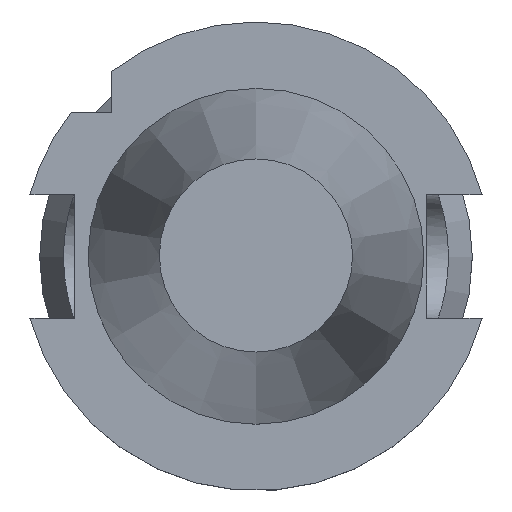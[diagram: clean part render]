
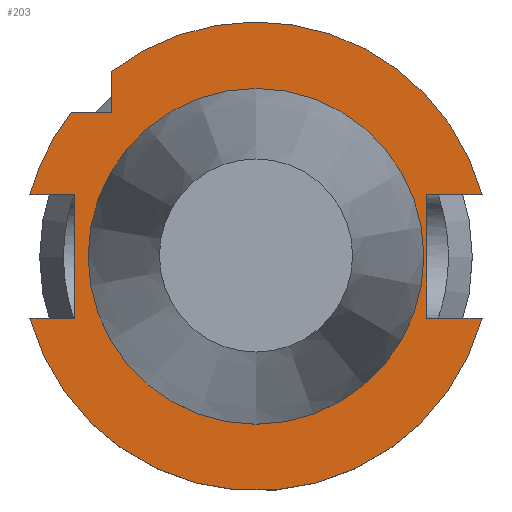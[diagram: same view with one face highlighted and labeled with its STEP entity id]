
A CAD part, top view. The second image highlights one B-rep face of the part: STEP entity #203.
In plain terms, the highlighted planar face has unit normal (0, 0, 1).
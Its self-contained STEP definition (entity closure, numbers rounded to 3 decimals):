
#180=EDGE_CURVE('240[2]',#554,#555,#556,.T.);
#203=ADVANCED_FACE('240[2]',(#591,#592),#593,.T.);
#357=EDGE_CURVE('240[2]',#820,#753,#821,.T.);
#369=EDGE_CURVE('240[2]',#837,#837,#838,.T.);
#373=EDGE_CURVE('240[2]',#554,#842,#843,.T.);
#379=EDGE_CURVE('240[2]',#850,#555,#851,.T.);
#383=EDGE_CURVE('240[2]',#855,#850,#856,.T.);
#393=EDGE_CURVE('240[2]',#868,#817,#869,.T.);
#408=EDGE_CURVE('240[2]',#842,#662,#888,.T.);
#457=EDGE_CURVE('240[2]',#820,#662,#949,.T.);
#478=EDGE_CURVE('240[2]',#978,#855,#979,.T.);
#486=EDGE_CURVE('240[2]',#978,#817,#987,.T.);
#532=EDGE_CURVE('240[2]',#753,#868,#1038,.T.);
#554=VERTEX_POINT('',#1051);
#555=VERTEX_POINT('',#1052);
#556=CIRCLE('',#1053,48.75);
#591=FACE_OUTER_BOUND('',#1164,.T.);
#592=FACE_BOUND('',#1165,.T.);
#593=PLANE('',#1166);
#662=VERTEX_POINT('',#1288);
#753=VERTEX_POINT('',#1462);
#817=VERTEX_POINT('',#1565);
#820=VERTEX_POINT('',#1570);
#821=LINE('',#1571,#1572);
#837=VERTEX_POINT('',#1595);
#838=CIRCLE('',#1596,34.925);
#842=VERTEX_POINT('',#1602);
#843=LINE('',#1603,#1604);
#850=VERTEX_POINT('',#1624);
#851=LINE('',#1625,#1626);
#855=VERTEX_POINT('',#1641);
#856=LINE('',#1642,#1643);
#868=VERTEX_POINT('',#1736);
#869=LINE('',#1737,#1738);
#888=LINE('',#1773,#1774);
#949=CIRCLE('',#1870,48.75);
#978=VERTEX_POINT('',#1911);
#979=LINE('',#1912,#1913);
#987=CIRCLE('',#1928,48.75);
#1038=LINE('',#2057,#2058);
#1051=CARTESIAN_POINT('',(-30.0,38.426,-3.2));
#1052=CARTESIAN_POINT('',(47.026,12.85,-3.2));
#1053=AXIS2_PLACEMENT_3D('',#2066,#2067,#2068);
#1164=EDGE_LOOP('',(#2104,#2105,#2106,#2107,#2108,#2109,#2110,#2111,#2112,#2113,#2114));
#1165=EDGE_LOOP('',(#2115));
#1166=AXIS2_PLACEMENT_3D('',#2116,#2117,#2118);
#1288=CARTESIAN_POINT('',(-38.426,30.0,-3.2));
#1462=CARTESIAN_POINT('',(-37.7,12.85,-3.2));
#1565=CARTESIAN_POINT('',(-47.026,-12.85,-3.2));
#1570=CARTESIAN_POINT('',(-47.026,12.85,-3.2));
#1571=CARTESIAN_POINT('',(-21.972,12.85,-3.2));
#1572=VECTOR('',#2383,1.0);
#1595=CARTESIAN_POINT('',(0.,34.925,-3.2));
#1596=AXIS2_PLACEMENT_3D('',#2415,#2416,#2417);
#1602=CARTESIAN_POINT('',(-30.0,30.0,-3.2));
#1603=CARTESIAN_POINT('',(-30.0,38.978,-3.2));
#1604=VECTOR('',#2421,1.0);
#1624=CARTESIAN_POINT('',(35.5,12.85,-3.2));
#1625=CARTESIAN_POINT('',(21.422,12.85,-3.2));
#1626=VECTOR('',#2423,1.0);
#1641=CARTESIAN_POINT('',(35.5,-12.85,-3.2));
#1642=CARTESIAN_POINT('',(35.5,20.919,-3.2));
#1643=VECTOR('',#2424,1.0);
#1736=CARTESIAN_POINT('',(-37.7,-12.85,-3.2));
#1737=CARTESIAN_POINT('',(-21.972,-12.85,-3.2));
#1738=VECTOR('',#2427,1.0);
#1773=CARTESIAN_POINT('',(-18.059,30.0,-3.2));
#1774=VECTOR('',#2448,1.0);
#1870=AXIS2_PLACEMENT_3D('',#2535,#2536,#2537);
#1911=CARTESIAN_POINT('',(47.026,-12.85,-3.2));
#1912=CARTESIAN_POINT('',(21.422,-12.85,-3.2));
#1913=VECTOR('',#2567,1.0);
#1928=AXIS2_PLACEMENT_3D('',#2571,#2572,#2573);
#2057=CARTESIAN_POINT('',(-37.7,20.919,-3.2));
#2058=VECTOR('',#2628,1.0);
#2066=CARTESIAN_POINT('',(0.,0.,-3.2));
#2067=DIRECTION('',(0.,0.,-1.0));
#2068=DIRECTION('',(0.,1.0,0.));
#2104=ORIENTED_EDGE('',*,*,#408,.T.);
#2105=ORIENTED_EDGE('',*,*,#457,.F.);
#2106=ORIENTED_EDGE('',*,*,#357,.T.);
#2107=ORIENTED_EDGE('',*,*,#532,.T.);
#2108=ORIENTED_EDGE('',*,*,#393,.T.);
#2109=ORIENTED_EDGE('',*,*,#486,.F.);
#2110=ORIENTED_EDGE('',*,*,#478,.T.);
#2111=ORIENTED_EDGE('',*,*,#383,.T.);
#2112=ORIENTED_EDGE('',*,*,#379,.T.);
#2113=ORIENTED_EDGE('',*,*,#180,.F.);
#2114=ORIENTED_EDGE('',*,*,#373,.T.);
#2115=ORIENTED_EDGE('',*,*,#369,.T.);
#2116=CARTESIAN_POINT('',(0.,41.838,-3.2));
#2117=DIRECTION('',(0.,0.,1.0));
#2118=DIRECTION('',(0.,-1.0,0.));
#2383=DIRECTION('',(1.0,0.,0.));
#2415=CARTESIAN_POINT('',(0.,0.,-3.2));
#2416=DIRECTION('',(0.,0.,-1.0));
#2417=DIRECTION('',(0.,1.0,0.));
#2421=DIRECTION('',(0.0,-1.0,0.));
#2423=DIRECTION('',(1.0,0.,0.));
#2424=DIRECTION('',(0.0,1.0,0.));
#2427=DIRECTION('',(-1.0,0.,0.));
#2448=DIRECTION('',(-1.0,0.0,0.));
#2535=CARTESIAN_POINT('',(0.,0.,-3.2));
#2536=DIRECTION('',(0.,0.,-1.0));
#2537=DIRECTION('',(0.,1.0,0.));
#2567=DIRECTION('',(-1.0,0.,0.));
#2571=CARTESIAN_POINT('',(0.,0.,-3.2));
#2572=DIRECTION('',(0.,0.,-1.0));
#2573=DIRECTION('',(0.,1.0,0.));
#2628=DIRECTION('',(0.0,-1.0,0.));
